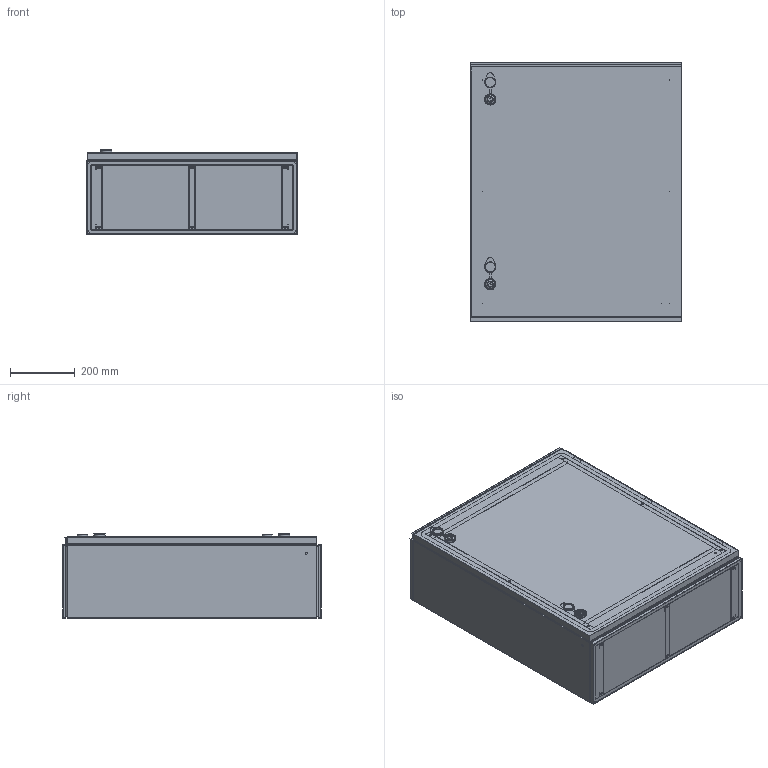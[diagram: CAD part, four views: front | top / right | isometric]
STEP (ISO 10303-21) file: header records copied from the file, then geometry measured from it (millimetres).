
FILE_DESCRIPTION (( 'STEP AP203' ), '1' );
FILE_NAME ('YKM40-04-65 Êîðïóñ ìåòàëëè÷åñêèé ÙÌÏ-4-0 74 Ó1 IP65 GARANT.STEP', '2016-08-30T11:44:58', ( '' ), ( '' ), 'SwSTEP 2.0', 'SolidWorks 2014', '' );
FILE_SCHEMA (( 'CONFIG_CONTROL_DESIGN' ));
Products named in the file (1): YKM40-04-65 Êîðïóñ ìåòàëëè÷åñêèé ÙÌÏ-4-0 74 Ó1 IP65 GARANT
Bounding box: 650 x 798.8 x 259.4 mm (x, y, z)
Volume: 3632153.5 mm3; surface area: 5303122.2 mm2
Topology: 7 solids, 13 shells, 2144 faces, 5514 edges, 3593 vertices
Faces by surface type: plane 1255, cylinder 521, bspline 278, cone 90
Full cylindrical faces by diameter (mm): 1 x19, 3.6 x112, 4 x8, 4.2 x3, 4.3 x3, 5.2 x116, 5.5 x4, 6 x29, 6.5 x10, 6.9 x36, 7 x12, 7.5 x19, 8 x4, 10 x4, 14.2 x6, 16 x2, 30 x2, 32 x2, 33 x2, 35 x2
Entity records: 84205 total; most frequent: CARTESIAN_POINT 36817, ORIENTED_EDGE 9096, DIRECTION 8822, EDGE_CURVE 4548, EDGE_LOOP 3622, VERTEX_POINT 3296, AXIS2_PLACEMENT_3D 2985, VECTOR 2852
